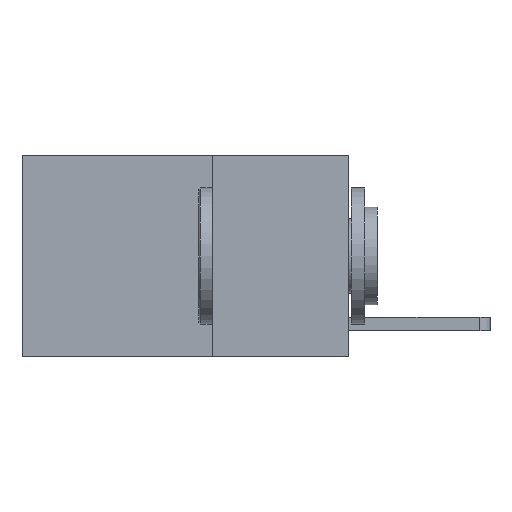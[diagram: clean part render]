
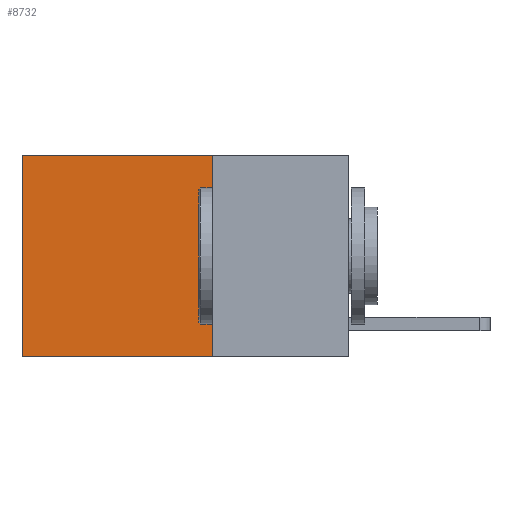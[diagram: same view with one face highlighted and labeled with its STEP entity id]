
A CAD part, left-side view. The second image highlights one B-rep face of the part: STEP entity #8732.
In plain terms, the highlighted planar face has unit normal (-1, 0, 0).
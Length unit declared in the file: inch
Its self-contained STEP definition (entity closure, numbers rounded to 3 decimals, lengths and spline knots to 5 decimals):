
#373 = CARTESIAN_POINT ( 'NONE',  ( 0.2625, 0.25, -0.37 ) ) ;
#694 = FACE_OUTER_BOUND ( 'NONE', #3120, .T. ) ;
#977 = EDGE_CURVE ( 'NONE', #6716, #7272, #2795, .T. ) ;
#1045 = ORIENTED_EDGE ( 'NONE', *, *, #2164, .T. ) ;
#1092 = CARTESIAN_POINT ( 'NONE',  ( 0.2625, 0.6, 0. ) ) ;
#1283 = EDGE_CURVE ( 'NONE', #8096, #7272, #1917, .T. ) ;
#1917 = LINE ( 'NONE', #373, #2081 ) ;
#1954 = ORIENTED_EDGE ( 'NONE', *, *, #1283, .F. ) ;
#1984 = CARTESIAN_POINT ( 'NONE',  ( 0.2625, 0.25, 0. ) ) ;
#2081 = VECTOR ( 'NONE', #7613, 39.37008 ) ;
#2133 = DIRECTION ( 'NONE',  ( 0., 0., -1. ) ) ;
#2164 = EDGE_CURVE ( 'NONE', #8443, #6716, #8198, .T. ) ;
#2176 = PLANE ( 'NONE',  #3192 ) ;
#2784 = VECTOR ( 'NONE', #9001, 39.37008 ) ;
#2795 = LINE ( 'NONE', #9026, #2784 ) ;
#3037 = EDGE_CURVE ( 'NONE', #8443, #8096, #4478, .T. ) ;
#3120 = EDGE_LOOP ( 'NONE', ( #4970, #1954, #7779, #1045 ) ) ;
#3192 = AXIS2_PLACEMENT_3D ( 'NONE', #4617, #9934, #5383 ) ;
#4478 = LINE ( 'NONE', #1984, #4522 ) ;
#4522 = VECTOR ( 'NONE', #2133, 39.37008 ) ;
#4617 = CARTESIAN_POINT ( 'NONE',  ( 0.2625, 0.25, 0. ) ) ;
#4970 = ORIENTED_EDGE ( 'NONE', *, *, #977, .T. ) ;
#5383 = DIRECTION ( 'NONE',  ( 0., 0., -1. ) ) ;
#5785 = CARTESIAN_POINT ( 'NONE',  ( 0.2625, 0.6, -0.37 ) ) ;
#6716 = VERTEX_POINT ( 'NONE', #1092 ) ;
#7272 = VERTEX_POINT ( 'NONE', #5785 ) ;
#7613 = DIRECTION ( 'NONE',  ( 0., 1., 0. ) ) ;
#7779 = ORIENTED_EDGE ( 'NONE', *, *, #3037, .F. ) ;
#8067 = DIRECTION ( 'NONE',  ( 0., 1., 0. ) ) ;
#8085 = VECTOR ( 'NONE', #8067, 39.37008 ) ;
#8096 = VERTEX_POINT ( 'NONE', #9632 ) ;
#8198 = LINE ( 'NONE', #8380, #8085 ) ;
#8380 = CARTESIAN_POINT ( 'NONE',  ( 0.2625, 0.25, 0. ) ) ;
#8443 = VERTEX_POINT ( 'NONE', #9323 ) ;
#8732 = ADVANCED_FACE ( 'NONE', ( #694 ), #2176, .F. ) ;
#9001 = DIRECTION ( 'NONE',  ( 0., 0., -1. ) ) ;
#9026 = CARTESIAN_POINT ( 'NONE',  ( 0.2625, 0.6, 0. ) ) ;
#9323 = CARTESIAN_POINT ( 'NONE',  ( 0.2625, 0.25, 0. ) ) ;
#9632 = CARTESIAN_POINT ( 'NONE',  ( 0.2625, 0.25, -0.37 ) ) ;
#9934 = DIRECTION ( 'NONE',  ( 1., 0., 0. ) ) ;
